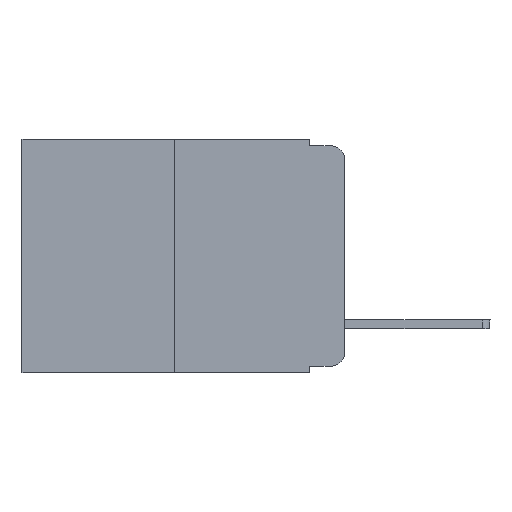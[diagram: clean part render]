
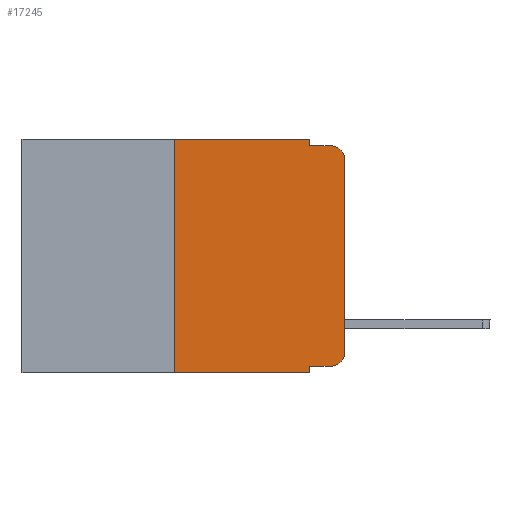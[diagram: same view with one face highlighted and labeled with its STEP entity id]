
A CAD part, left-side view. The second image highlights one B-rep face of the part: STEP entity #17245.
In plain terms, the highlighted planar face has unit normal (-1, 0, 0).
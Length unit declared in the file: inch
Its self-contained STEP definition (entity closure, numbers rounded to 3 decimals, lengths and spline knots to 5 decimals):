
#390 = CARTESIAN_POINT ( 'NONE',  ( 0., 0.473, 0. ) ) ;
#542 = LINE ( 'NONE', #6555, #3729 ) ;
#645 = EDGE_CURVE ( 'NONE', #1829, #16900, #16759, .T. ) ;
#692 = DIRECTION ( 'NONE',  ( 1., 0., 0. ) ) ;
#786 = CARTESIAN_POINT ( 'NONE',  ( 0., 0., -0.03 ) ) ;
#962 = VERTEX_POINT ( 'NONE', #11159 ) ;
#1101 = DIRECTION ( 'NONE',  ( 0., -1., 0. ) ) ;
#1397 = DIRECTION ( 'NONE',  ( 0., 0., -1. ) ) ;
#1538 = EDGE_CURVE ( 'NONE', #962, #17411, #11930, .T. ) ;
#1829 = VERTEX_POINT ( 'NONE', #14767 ) ;
#1975 = FACE_OUTER_BOUND ( 'NONE', #6898, .T. ) ;
#2140 = LINE ( 'NONE', #6759, #8677 ) ;
#2316 = ORIENTED_EDGE ( 'NONE', *, *, #6332, .T. ) ;
#3191 = CARTESIAN_POINT ( 'NONE',  ( 0., 0.051, 0. ) ) ;
#3686 = EDGE_CURVE ( 'NONE', #4920, #17260, #18000, .T. ) ;
#3729 = VECTOR ( 'NONE', #12204, 39.37008 ) ;
#4046 = ORIENTED_EDGE ( 'NONE', *, *, #645, .F. ) ;
#4129 = DIRECTION ( 'NONE',  ( -1., 0., 0. ) ) ;
#4230 = CARTESIAN_POINT ( 'NONE',  ( 0., 0.02, -0.03 ) ) ;
#4553 = CARTESIAN_POINT ( 'NONE',  ( 0., 0.051, 0. ) ) ;
#4668 = VECTOR ( 'NONE', #1397, 39.37008 ) ;
#4920 = VERTEX_POINT ( 'NONE', #8803 ) ;
#4986 = DIRECTION ( 'NONE',  ( -1., 0., 0. ) ) ;
#5111 = AXIS2_PLACEMENT_3D ( 'NONE', #9494, #4986, #6734 ) ;
#5683 = ORIENTED_EDGE ( 'NONE', *, *, #15075, .T. ) ;
#5914 = VECTOR ( 'NONE', #17970, 39.37008 ) ;
#5937 = ORIENTED_EDGE ( 'NONE', *, *, #1538, .T. ) ;
#6332 = EDGE_CURVE ( 'NONE', #13460, #962, #11405, .T. ) ;
#6555 = CARTESIAN_POINT ( 'NONE',  ( 0., 0.051, -0.01 ) ) ;
#6734 = DIRECTION ( 'NONE',  ( 0., 0., -1. ) ) ;
#6759 = CARTESIAN_POINT ( 'NONE',  ( 0., 0.473, 0. ) ) ;
#6821 = CIRCLE ( 'NONE', #16644, 0.02 ) ;
#6898 = EDGE_LOOP ( 'NONE', ( #5937, #5683, #8935, #4046, #12455, #19478, #11169, #17489, #9666, #2316 ) ) ;
#7242 = EDGE_CURVE ( 'NONE', #19449, #1829, #2140, .T. ) ;
#8677 = VECTOR ( 'NONE', #14412, 39.37008 ) ;
#8803 = CARTESIAN_POINT ( 'NONE',  ( 0., 0.051, -0.333 ) ) ;
#8935 = ORIENTED_EDGE ( 'NONE', *, *, #18171, .F. ) ;
#8936 = VECTOR ( 'NONE', #1101, 39.37008 ) ;
#9193 = DIRECTION ( 'NONE',  ( 0., 0., -1. ) ) ;
#9494 = CARTESIAN_POINT ( 'NONE',  ( 0., 0.02, -0.313 ) ) ;
#9666 = ORIENTED_EDGE ( 'NONE', *, *, #14868, .T. ) ;
#10022 = VERTEX_POINT ( 'NONE', #15367 ) ;
#10348 = CARTESIAN_POINT ( 'NONE',  ( 0., 0., 0. ) ) ;
#11159 = CARTESIAN_POINT ( 'NONE',  ( 0., 0., -0.313 ) ) ;
#11169 = ORIENTED_EDGE ( 'NONE', *, *, #11772, .T. ) ;
#11405 = CIRCLE ( 'NONE', #5111, 0.02 ) ;
#11772 = EDGE_CURVE ( 'NONE', #10022, #17260, #18898, .T. ) ;
#11836 = DIRECTION ( 'NONE',  ( 0., 0., -1. ) ) ;
#11930 = LINE ( 'NONE', #10348, #5914 ) ;
#11945 = VECTOR ( 'NONE', #18026, 39.37008 ) ;
#12141 = CARTESIAN_POINT ( 'NONE',  ( 0., 0.02, -0.333 ) ) ;
#12204 = DIRECTION ( 'NONE',  ( 0., -1., 0. ) ) ;
#12443 = CARTESIAN_POINT ( 'NONE',  ( 0., 0.051, -0.333 ) ) ;
#12455 = ORIENTED_EDGE ( 'NONE', *, *, #7242, .F. ) ;
#12549 = DIRECTION ( 'NONE',  ( 0., 0., -1. ) ) ;
#13034 = VECTOR ( 'NONE', #9193, 39.37008 ) ;
#13460 = VERTEX_POINT ( 'NONE', #12141 ) ;
#13480 = CARTESIAN_POINT ( 'NONE',  ( 0., 0.25, 0. ) ) ;
#13878 = VERTEX_POINT ( 'NONE', #15181 ) ;
#13896 = CARTESIAN_POINT ( 'NONE',  ( 0., 0.25, 0. ) ) ;
#14081 = CARTESIAN_POINT ( 'NONE',  ( 0., 0.051, -0.01 ) ) ;
#14412 = DIRECTION ( 'NONE',  ( 0., -1., 0. ) ) ;
#14767 = CARTESIAN_POINT ( 'NONE',  ( 0., 0.051, 0. ) ) ;
#14868 = EDGE_CURVE ( 'NONE', #4920, #13460, #16999, .T. ) ;
#15075 = EDGE_CURVE ( 'NONE', #17411, #13878, #6821, .T. ) ;
#15181 = CARTESIAN_POINT ( 'NONE',  ( 0., 0.02, -0.01 ) ) ;
#15367 = CARTESIAN_POINT ( 'NONE',  ( 0., 0.25, -0.343 ) ) ;
#15838 = CARTESIAN_POINT ( 'NONE',  ( 0., 0.473, -0.343 ) ) ;
#15910 = DIRECTION ( 'NONE',  ( 0., -1., 0. ) ) ;
#16047 = AXIS2_PLACEMENT_3D ( 'NONE', #390, #692, #12549 ) ;
#16337 = VECTOR ( 'NONE', #15910, 39.37008 ) ;
#16555 = LINE ( 'NONE', #13480, #11945 ) ;
#16644 = AXIS2_PLACEMENT_3D ( 'NONE', #4230, #4129, #11836 ) ;
#16759 = LINE ( 'NONE', #3191, #13034 ) ;
#16900 = VERTEX_POINT ( 'NONE', #14081 ) ;
#16999 = LINE ( 'NONE', #12443, #16337 ) ;
#17245 = ADVANCED_FACE ( 'NONE', ( #1975 ), #18480, .F. ) ;
#17260 = VERTEX_POINT ( 'NONE', #18577 ) ;
#17411 = VERTEX_POINT ( 'NONE', #786 ) ;
#17489 = ORIENTED_EDGE ( 'NONE', *, *, #3686, .F. ) ;
#17970 = DIRECTION ( 'NONE',  ( 0., 0., 1. ) ) ;
#18000 = LINE ( 'NONE', #4553, #4668 ) ;
#18026 = DIRECTION ( 'NONE',  ( 0., 0., 1. ) ) ;
#18171 = EDGE_CURVE ( 'NONE', #16900, #13878, #542, .T. ) ;
#18376 = EDGE_CURVE ( 'NONE', #10022, #19449, #16555, .T. ) ;
#18480 = PLANE ( 'NONE',  #16047 ) ;
#18577 = CARTESIAN_POINT ( 'NONE',  ( 0., 0.051, -0.343 ) ) ;
#18898 = LINE ( 'NONE', #15838, #8936 ) ;
#19449 = VERTEX_POINT ( 'NONE', #13896 ) ;
#19478 = ORIENTED_EDGE ( 'NONE', *, *, #18376, .F. ) ;
